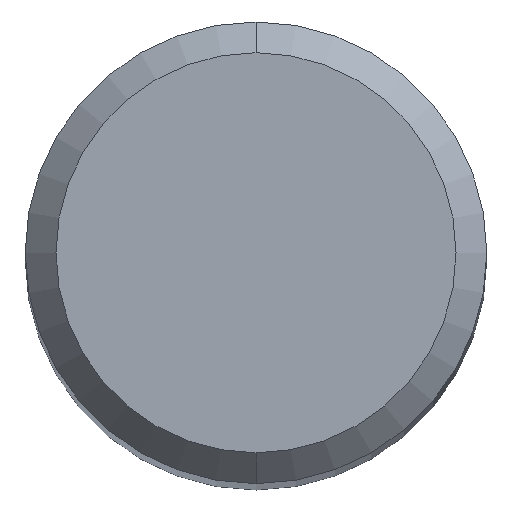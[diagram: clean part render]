
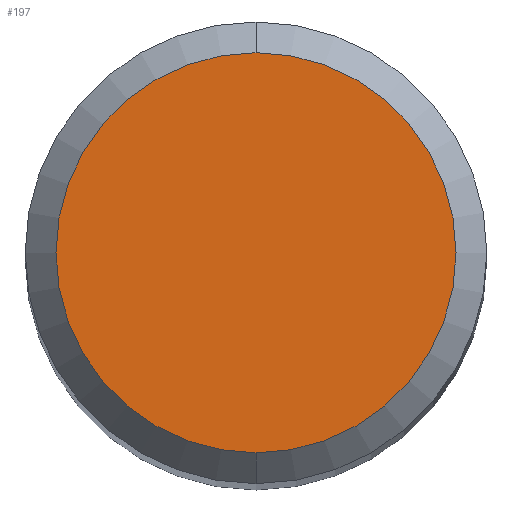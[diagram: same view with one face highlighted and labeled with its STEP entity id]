
A CAD part, top view. The second image highlights one B-rep face of the part: STEP entity #197.
In plain terms, the highlighted planar face has unit normal (0, 0, 1).
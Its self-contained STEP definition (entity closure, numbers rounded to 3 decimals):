
#101=EDGE_CURVE('',#139,#127,#252,.T.);
#127=VERTEX_POINT('',#282);
#139=VERTEX_POINT('',#296);
#183=EDGE_CURVE('',#127,#139,#345,.T.);
#197=ADVANCED_FACE('',(#359),#360,.T.);
#252=CIRCLE('',#415,2.6);
#282=CARTESIAN_POINT('',(0.0,2.6,0.0));
#296=CARTESIAN_POINT('',(0.,-2.6,0.0));
#345=CIRCLE('',#533,2.6);
#359=FACE_OUTER_BOUND('',#550,.T.);
#360=PLANE('',#551);
#415=AXIS2_PLACEMENT_3D('',#602,#603,#604);
#533=AXIS2_PLACEMENT_3D('',#730,#731,#732);
#550=EDGE_LOOP('',(#738,#739));
#551=AXIS2_PLACEMENT_3D('',#740,#741,#742);
#602=CARTESIAN_POINT('',(0.0,0.0,0.0));
#603=DIRECTION('',(0.0,0.0,-1.0));
#604=DIRECTION('',(0.0,1.0,0.0));
#730=CARTESIAN_POINT('',(0.0,0.0,0.0));
#731=DIRECTION('',(0.0,0.0,-1.0));
#732=DIRECTION('',(0.0,1.0,0.0));
#738=ORIENTED_EDGE('',*,*,#183,.F.);
#739=ORIENTED_EDGE('',*,*,#101,.F.);
#740=CARTESIAN_POINT('',(0.0,1.3,0.0));
#741=DIRECTION('',(-0.0,0.0,1.0));
#742=DIRECTION('',(0.0,-1.0,0.0));
